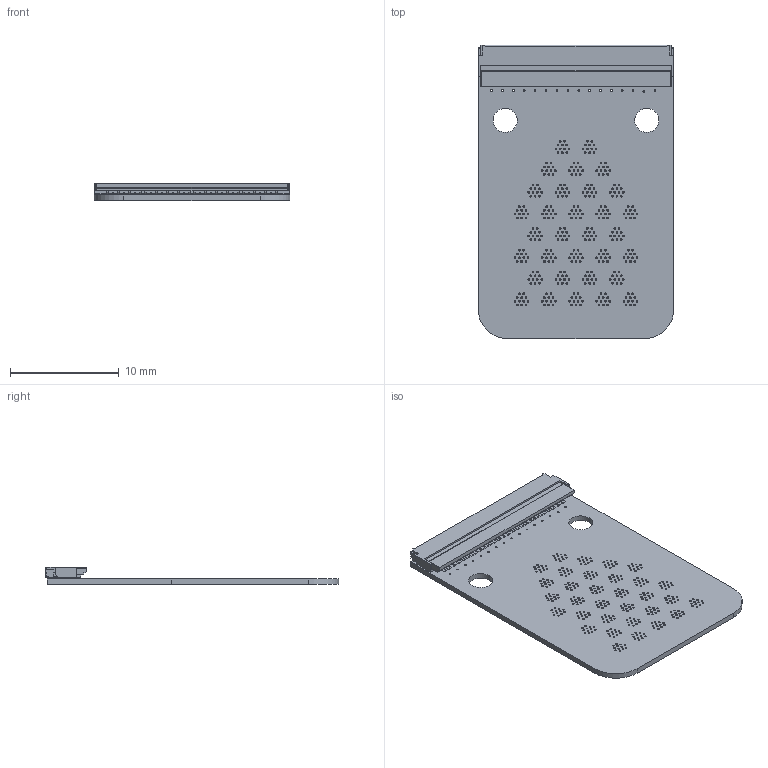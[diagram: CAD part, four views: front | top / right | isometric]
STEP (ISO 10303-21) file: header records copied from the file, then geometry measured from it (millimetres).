
FILE_DESCRIPTION(('KiCad electronic assembly'),'2;1');
FILE_NAME('EEOP_Display.step','2026-03-01T17:57:45',('Pcbnew'),('Kicad') ,'Open CASCADE STEP processor 7.9','KiCad to STEP converter','Unknown' );
FILE_SCHEMA(('AUTOMOTIVE_DESIGN { 1 0 10303 214 1 1 1 1 }'));
Length unit declared in the file: millimetre
Products named in the file (5): EEOP_Display 1; FH34SRJ-32S-0.5SH_50_; FH34SRJ-32S-0.5SH; EEOP_Display_pad; EEOP_Display_PCB
Assembly tree (4 placements, depth 3):
  EEOP_Display 1
    FH34SRJ-32S-0.5SH_50_
      FH34SRJ-32S-0.5SH
    EEOP_Display_pad
    EEOP_Display_PCB
Bounding box: 18 x 26.95 x 1.64 mm (x, y, z)
Volume: 286.5 mm3; surface area: 1461.5 mm2
Topology: 68 solids, 68 shells, 2112 faces, 4696 edges, 3106 vertices
Faces by surface type: plane 1195, cylinder 917
Full cylindrical faces by diameter (mm): 0.1 x384, 0.15 x416, 1.6 x32
Entity records: 61043 total; most frequent: DIRECTION 10760, CARTESIAN_POINT 9981, ORIENTED_EDGE 9392, EDGE_CURVE 4696, AXIS2_PLACEMENT_3D 3949, FACE_BOUND 3334, EDGE_LOOP 3334, VERTEX_POINT 3106
